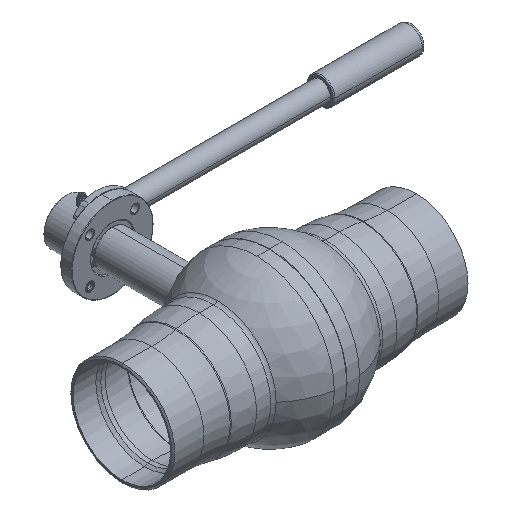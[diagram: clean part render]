
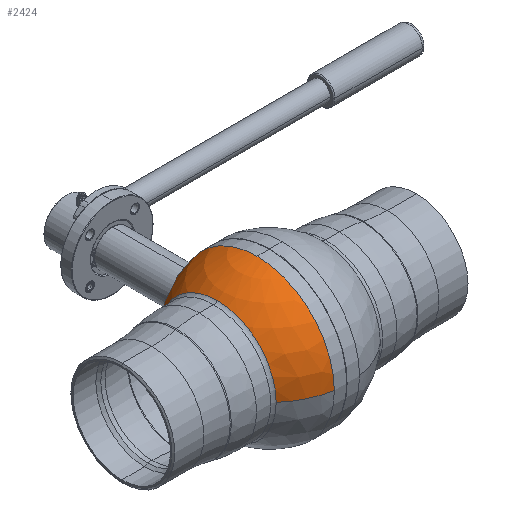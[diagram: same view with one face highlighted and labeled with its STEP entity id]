
A CAD part, isometric view. The second image highlights one B-rep face of the part: STEP entity #2424.
In plain terms, the highlighted spherical face has radius 86.35 mm.
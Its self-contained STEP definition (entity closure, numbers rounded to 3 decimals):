
#67 = CARTESIAN_POINT ( 'NONE',  ( 0., 0., 0. ) ) ;
#207 = DIRECTION ( 'NONE',  ( 0., -1., 0. ) ) ;
#248 = EDGE_CURVE ( 'NONE', #7791, #9265, #13965, .T. ) ;
#411 = EDGE_CURVE ( 'NONE', #2008, #5219, #1743, .T. ) ;
#883 = CIRCLE ( 'NONE', #14071, 85.23 ) ;
#904 = CARTESIAN_POINT ( 'NONE',  ( -13.863, 0., 85.23 ) ) ;
#930 = AXIS2_PLACEMENT_3D ( 'NONE', #3679, #2601, #2136 ) ;
#1677 = CARTESIAN_POINT ( 'NONE',  ( -57.26, 0., 64.635 ) ) ;
#1743 = CIRCLE ( 'NONE', #11907, 64.635 ) ;
#1803 = CARTESIAN_POINT ( 'NONE',  ( -57.26, 64.635, 0. ) ) ;
#1883 = DIRECTION ( 'NONE',  ( 0., 0., 1. ) ) ;
#1959 = SPHERICAL_SURFACE ( 'NONE', #11524, 86.35 ) ;
#2008 = VERTEX_POINT ( 'NONE', #5289 ) ;
#2073 = EDGE_CURVE ( 'NONE', #10162, #4099, #7826, .T. ) ;
#2136 = DIRECTION ( 'NONE',  ( 0., 0., 1. ) ) ;
#2253 = EDGE_CURVE ( 'NONE', #5219, #9265, #12443, .T. ) ;
#2299 = CARTESIAN_POINT ( 'NONE',  ( 0., 0., 0. ) ) ;
#2424 = ADVANCED_FACE ( 'NONE', ( #10645 ), #1959, .T. ) ;
#2549 = CARTESIAN_POINT ( 'NONE',  ( -13.863, -85.23, 0. ) ) ;
#2601 = DIRECTION ( 'NONE',  ( 0., 1., 0. ) ) ;
#2814 = DIRECTION ( 'NONE',  ( 1., 0., 0. ) ) ;
#3301 = ORIENTED_EDGE ( 'NONE', *, *, #2253, .F. ) ;
#3679 = CARTESIAN_POINT ( 'NONE',  ( 0., 82.847, 0. ) ) ;
#3796 = CARTESIAN_POINT ( 'NONE',  ( -13.863, 82.847, 20.012 ) ) ;
#4099 = VERTEX_POINT ( 'NONE', #904 ) ;
#4370 = EDGE_CURVE ( 'NONE', #4099, #5487, #883, .T. ) ;
#4639 = ORIENTED_EDGE ( 'NONE', *, *, #411, .F. ) ;
#4923 = CIRCLE ( 'NONE', #8609, 86.35 ) ;
#5131 = ORIENTED_EDGE ( 'NONE', *, *, #4370, .F. ) ;
#5184 = AXIS2_PLACEMENT_3D ( 'NONE', #67, #13329, #207 ) ;
#5219 = VERTEX_POINT ( 'NONE', #1677 ) ;
#5264 = AXIS2_PLACEMENT_3D ( 'NONE', #12176, #8029, #11231 ) ;
#5289 = CARTESIAN_POINT ( 'NONE',  ( -57.26, -64.635, 0. ) ) ;
#5339 = DIRECTION ( 'NONE',  ( 0., 0., -1. ) ) ;
#5487 = VERTEX_POINT ( 'NONE', #2549 ) ;
#5746 = AXIS2_PLACEMENT_3D ( 'NONE', #10424, #12807, #7093 ) ;
#6300 = DIRECTION ( 'NONE',  ( 0., -1., 0. ) ) ;
#6399 = ORIENTED_EDGE ( 'NONE', *, *, #2073, .F. ) ;
#6852 = EDGE_CURVE ( 'NONE', #7791, #10162, #13432, .T. ) ;
#6899 = CARTESIAN_POINT ( 'NONE',  ( -24.344, 82.847, 0. ) ) ;
#7093 = DIRECTION ( 'NONE',  ( 0., 0., -1. ) ) ;
#7791 = VERTEX_POINT ( 'NONE', #6899 ) ;
#7826 = CIRCLE ( 'NONE', #5264, 85.23 ) ;
#7859 = DIRECTION ( 'NONE',  ( 0., 0., -1. ) ) ;
#7998 = DIRECTION ( 'NONE',  ( -1., 0., 0. ) ) ;
#8029 = DIRECTION ( 'NONE',  ( 1., 0., 0. ) ) ;
#8609 = AXIS2_PLACEMENT_3D ( 'NONE', #2299, #7859, #7998 ) ;
#8818 = DIRECTION ( 'NONE',  ( -1., 0., 0. ) ) ;
#9265 = VERTEX_POINT ( 'NONE', #1803 ) ;
#9451 = EDGE_LOOP ( 'NONE', ( #13220, #10186, #3301, #4639, #14085, #5131, #6399 ) ) ;
#10162 = VERTEX_POINT ( 'NONE', #3796 ) ;
#10186 = ORIENTED_EDGE ( 'NONE', *, *, #248, .T. ) ;
#10424 = CARTESIAN_POINT ( 'NONE',  ( -57.26, 0., 0. ) ) ;
#10645 = FACE_OUTER_BOUND ( 'NONE', #9451, .T. ) ;
#10716 = CARTESIAN_POINT ( 'NONE',  ( 0., 0., 0. ) ) ;
#11231 = DIRECTION ( 'NONE',  ( 0., 0., 1. ) ) ;
#11524 = AXIS2_PLACEMENT_3D ( 'NONE', #10716, #1883, #6300 ) ;
#11907 = AXIS2_PLACEMENT_3D ( 'NONE', #14320, #8818, #5339 ) ;
#12176 = CARTESIAN_POINT ( 'NONE',  ( -13.863, 0., 0. ) ) ;
#12443 = CIRCLE ( 'NONE', #5746, 64.635 ) ;
#12570 = DIRECTION ( 'NONE',  ( 0., 0., 1. ) ) ;
#12716 = CARTESIAN_POINT ( 'NONE',  ( -13.863, 0., 0. ) ) ;
#12807 = DIRECTION ( 'NONE',  ( -1., 0., 0. ) ) ;
#13168 = EDGE_CURVE ( 'NONE', #5487, #2008, #4923, .T. ) ;
#13220 = ORIENTED_EDGE ( 'NONE', *, *, #6852, .F. ) ;
#13329 = DIRECTION ( 'NONE',  ( 0., 0., 1. ) ) ;
#13432 = CIRCLE ( 'NONE', #930, 24.344 ) ;
#13965 = CIRCLE ( 'NONE', #5184, 86.35 ) ;
#14071 = AXIS2_PLACEMENT_3D ( 'NONE', #12716, #2814, #12570 ) ;
#14085 = ORIENTED_EDGE ( 'NONE', *, *, #13168, .F. ) ;
#14320 = CARTESIAN_POINT ( 'NONE',  ( -57.26, 0., 0. ) ) ;
